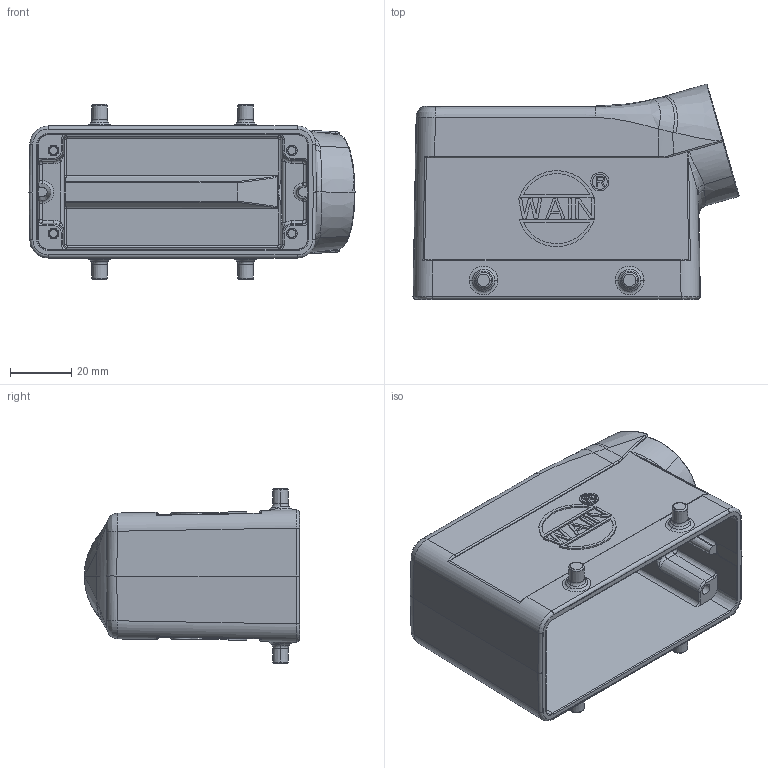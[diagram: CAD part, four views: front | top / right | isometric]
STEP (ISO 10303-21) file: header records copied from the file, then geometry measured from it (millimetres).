
FILE_DESCRIPTION((''),'2;1');
FILE_NAME('H16B-SE','2019-02-26T',('sh.ye'),(''),'PRO/ENGINEER BY PARAMETRIC TECHNOLOGY CORPORATION, 2015240','PRO/ENGINEER BY PARAMETRIC TECHNOLOGY CORPORATION, 2015240','');
FILE_SCHEMA(('AUTOMOTIVE_DESIGN { 1 0 10303 214 1 1 1 1 }'));
Length unit declared in the file: millimetre
Products named in the file (1): H16B-SE
Bounding box: 106.04 x 70.13 x 57 mm (x, y, z)
Volume: 70156.5 mm3; surface area: 40590.7 mm2
Topology: 1 solids, 1 shells, 520 faces, 1243 edges, 765 vertices
Faces by surface type: plane 243, cylinder 100, bspline 87, cone 38, torus 32, extrusion 12, sphere 8
Entity records: 20828 total; most frequent: CARTESIAN_POINT 9165, ORIENTED_EDGE 2486, DIRECTION 2151, EDGE_CURVE 1243, VERTEX_POINT 765, VECTOR 737, LINE 725, AXIS2_PLACEMENT_3D 707
